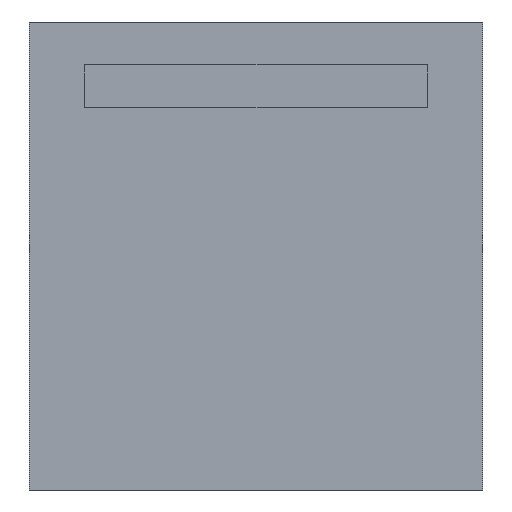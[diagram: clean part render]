
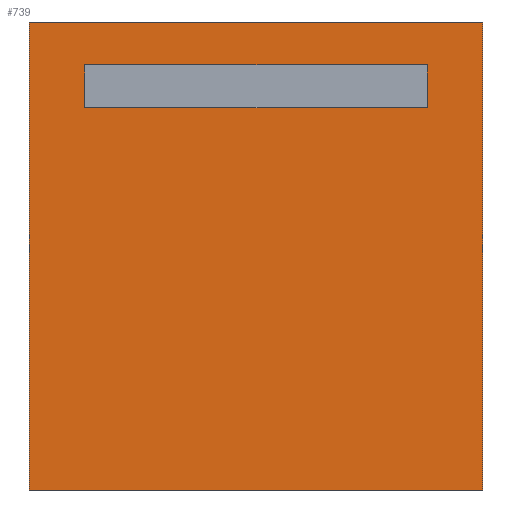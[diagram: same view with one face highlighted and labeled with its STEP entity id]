
A CAD part, left-side view. The second image highlights one B-rep face of the part: STEP entity #739.
In plain terms, the highlighted planar face has unit normal (-1, 0, 0).
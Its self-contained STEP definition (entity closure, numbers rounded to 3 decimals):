
#10 = CARTESIAN_POINT ( 'NONE',  ( -7.6, -7.94, 0. ) ) ;
#38 = ORIENTED_EDGE ( 'NONE', *, *, #1094, .T. ) ;
#45 = VECTOR ( 'NONE', #131, 1000. ) ;
#69 = DIRECTION ( 'NONE',  ( 0., 0., -1. ) ) ;
#71 = CARTESIAN_POINT ( 'NONE',  ( -7.6, -6., 13.38 ) ) ;
#72 = EDGE_CURVE ( 'NONE', #1019, #1116, #1027, .T. ) ;
#104 = ORIENTED_EDGE ( 'NONE', *, *, #437, .T. ) ;
#118 = FACE_BOUND ( 'NONE', #409, .T. ) ;
#128 = EDGE_CURVE ( 'NONE', #496, #807, #601, .T. ) ;
#131 = DIRECTION ( 'NONE',  ( 0., -1., 0. ) ) ;
#132 = EDGE_CURVE ( 'NONE', #722, #1116, #631, .T. ) ;
#139 = CARTESIAN_POINT ( 'NONE',  ( -7.6, 6., 13.38 ) ) ;
#165 = AXIS2_PLACEMENT_3D ( 'NONE', #908, #804, #367 ) ;
#176 = VECTOR ( 'NONE', #877, 1000. ) ;
#197 = EDGE_CURVE ( 'NONE', #371, #496, #654, .T. ) ;
#221 = ORIENTED_EDGE ( 'NONE', *, *, #197, .F. ) ;
#223 = EDGE_LOOP ( 'NONE', ( #579, #277, #221, #38 ) ) ;
#228 = CARTESIAN_POINT ( 'NONE',  ( -7.6, 6., 13.38 ) ) ;
#258 = VECTOR ( 'NONE', #779, 1000. ) ;
#277 = ORIENTED_EDGE ( 'NONE', *, *, #128, .F. ) ;
#335 = CARTESIAN_POINT ( 'NONE',  ( -7.6, -6., 14.88 ) ) ;
#345 = FACE_OUTER_BOUND ( 'NONE', #223, .T. ) ;
#347 = CARTESIAN_POINT ( 'NONE',  ( -7.6, -7.94, 16.38 ) ) ;
#367 = DIRECTION ( 'NONE',  ( 0., 1., 0. ) ) ;
#371 = VERTEX_POINT ( 'NONE', #837 ) ;
#409 = EDGE_LOOP ( 'NONE', ( #543, #637, #104, #575 ) ) ;
#422 = CARTESIAN_POINT ( 'NONE',  ( -7.6, 6., 13.38 ) ) ;
#437 = EDGE_CURVE ( 'NONE', #622, #722, #939, .T. ) ;
#489 = CARTESIAN_POINT ( 'NONE',  ( -7.6, 7.94, 0. ) ) ;
#496 = VERTEX_POINT ( 'NONE', #669 ) ;
#507 = CARTESIAN_POINT ( 'NONE',  ( -7.6, -6., 13.38 ) ) ;
#518 = CARTESIAN_POINT ( 'NONE',  ( -7.6, 7.94, 16.38 ) ) ;
#543 = ORIENTED_EDGE ( 'NONE', *, *, #72, .F. ) ;
#569 = VECTOR ( 'NONE', #769, 1000. ) ;
#575 = ORIENTED_EDGE ( 'NONE', *, *, #132, .T. ) ;
#579 = ORIENTED_EDGE ( 'NONE', *, *, #1057, .T. ) ;
#601 = LINE ( 'NONE', #347, #668 ) ;
#622 = VERTEX_POINT ( 'NONE', #1140 ) ;
#627 = VERTEX_POINT ( 'NONE', #489 ) ;
#631 = LINE ( 'NONE', #71, #258 ) ;
#637 = ORIENTED_EDGE ( 'NONE', *, *, #692, .F. ) ;
#654 = LINE ( 'NONE', #518, #176 ) ;
#668 = VECTOR ( 'NONE', #709, 1000. ) ;
#669 = CARTESIAN_POINT ( 'NONE',  ( -7.6, -7.94, 16.38 ) ) ;
#685 = DIRECTION ( 'NONE',  ( 0., -1., 0. ) ) ;
#692 = EDGE_CURVE ( 'NONE', #622, #1019, #768, .T. ) ;
#709 = DIRECTION ( 'NONE',  ( 0., 0., -1. ) ) ;
#722 = VERTEX_POINT ( 'NONE', #335 ) ;
#739 = ADVANCED_FACE ( 'NONE', ( #118, #345 ), #902, .F. ) ;
#768 = LINE ( 'NONE', #422, #887 ) ;
#769 = DIRECTION ( 'NONE',  ( 0., -1., 0. ) ) ;
#779 = DIRECTION ( 'NONE',  ( 0., 0., -1. ) ) ;
#804 = DIRECTION ( 'NONE',  ( 1., 0., 0. ) ) ;
#807 = VERTEX_POINT ( 'NONE', #10 ) ;
#837 = CARTESIAN_POINT ( 'NONE',  ( -7.6, 7.94, 16.38 ) ) ;
#846 = LINE ( 'NONE', #1023, #976 ) ;
#877 = DIRECTION ( 'NONE',  ( 0., -1., 0. ) ) ;
#887 = VECTOR ( 'NONE', #975, 1000. ) ;
#902 = PLANE ( 'NONE',  #165 ) ;
#908 = CARTESIAN_POINT ( 'NONE',  ( -7.6, 7.94, 16.38 ) ) ;
#911 = VECTOR ( 'NONE', #69, 1000. ) ;
#920 = LINE ( 'NONE', #958, #911 ) ;
#932 = CARTESIAN_POINT ( 'NONE',  ( -7.6, 6., 14.88 ) ) ;
#939 = LINE ( 'NONE', #932, #45 ) ;
#958 = CARTESIAN_POINT ( 'NONE',  ( -7.6, 7.94, 16.38 ) ) ;
#975 = DIRECTION ( 'NONE',  ( 0., 0., -1. ) ) ;
#976 = VECTOR ( 'NONE', #685, 1000. ) ;
#1019 = VERTEX_POINT ( 'NONE', #139 ) ;
#1023 = CARTESIAN_POINT ( 'NONE',  ( -7.6, 7.94, 0. ) ) ;
#1027 = LINE ( 'NONE', #228, #569 ) ;
#1057 = EDGE_CURVE ( 'NONE', #627, #807, #846, .T. ) ;
#1094 = EDGE_CURVE ( 'NONE', #371, #627, #920, .T. ) ;
#1116 = VERTEX_POINT ( 'NONE', #507 ) ;
#1140 = CARTESIAN_POINT ( 'NONE',  ( -7.6, 6., 14.88 ) ) ;
